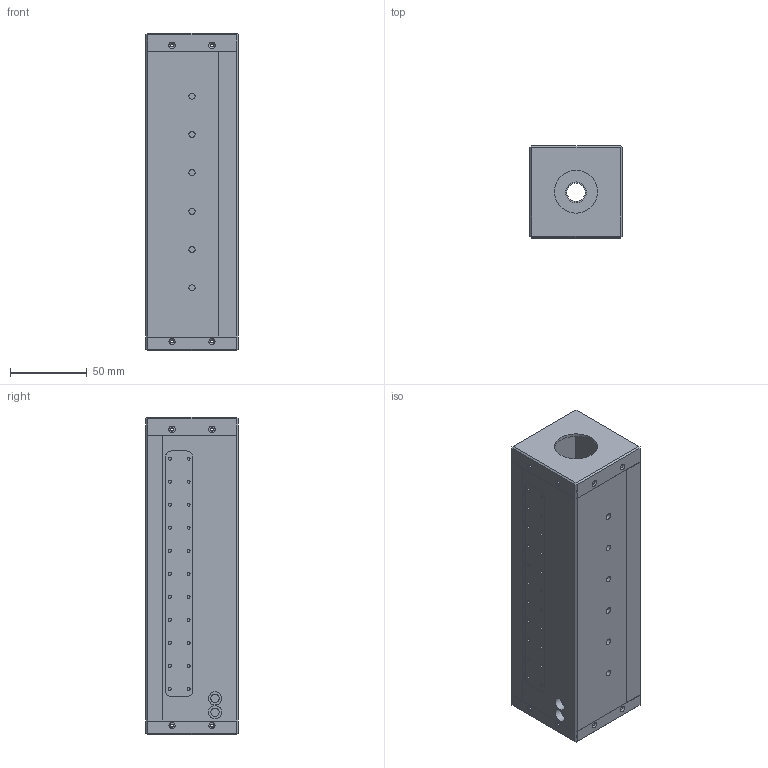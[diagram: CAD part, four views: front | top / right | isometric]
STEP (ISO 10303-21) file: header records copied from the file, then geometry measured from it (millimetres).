
FILE_DESCRIPTION(/* description */ (''),/* implementation_level */ '2;1');
FILE_NAME(/* name */ 'MEX13HP.step',/* time_stamp */ '2019-01-31T16:28:08+02:00',/* author */ (''),/* organization */ (''),/* preprocessor_version */ 'ST-DEVELOPER v17.2',/* originating_system */ 'Autodesk Translation Framework v7.6.0.251',/* authorisation */ '');
FILE_SCHEMA (('AUTOMOTIVE_DESIGN { 1 0 10303 214 3 1 1 }'));
Length unit declared in the file: millimetre
Products named in the file (5): Lasea 30mm BDS v45; base v2; output cover v2; input cover v2; main cover
Assembly tree (4 placements, depth 2):
  Lasea 30mm BDS v45
    base v2
    output cover v2
    input cover v2
    main cover
Bounding box: 60 x 60 x 207 mm (x, y, z)
Volume: 161738.8 mm3; surface area: 122866.4 mm2
Topology: 4 solids, 4 shells, 269 faces, 851 edges, 608 vertices
Faces by surface type: plane 142, cylinder 91, cone 36
Full cylindrical faces by diameter (mm): 2 x48, 4 x6, 5.4 x2, 8.5 x2, 12 x1, 13.5 x1, 28 x1
Entity records: 10261 total; most frequent: DIRECTION 1804, CARTESIAN_POINT 1737, ORIENTED_EDGE 1702, EDGE_CURVE 851, AXIS2_PLACEMENT_3D 675, VERTEX_POINT 608, LINE 454, VECTOR 454
